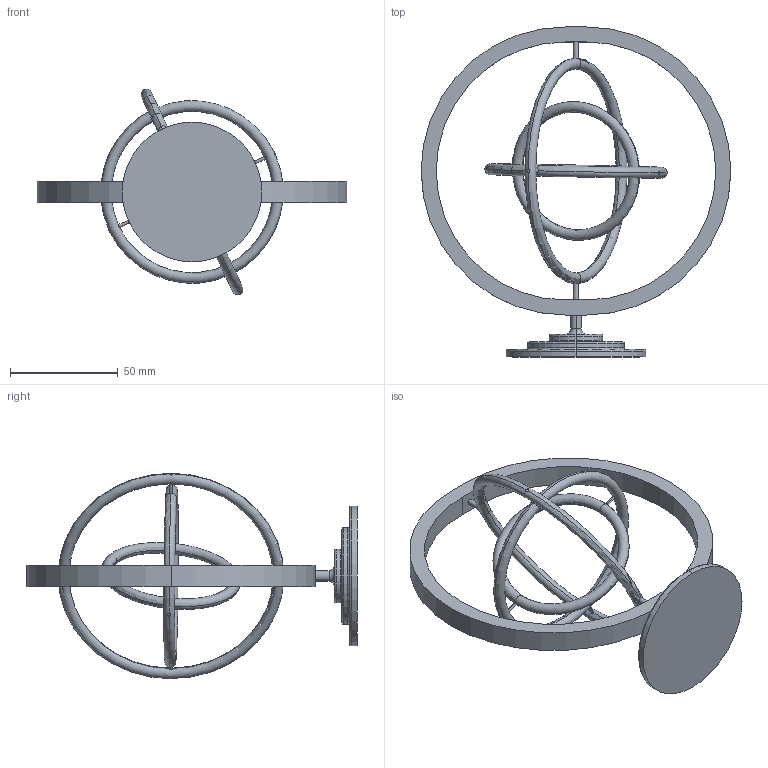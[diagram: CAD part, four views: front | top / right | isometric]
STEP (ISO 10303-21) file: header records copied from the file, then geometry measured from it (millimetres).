
FILE_DESCRIPTION (( 'STEP AP214' ), '1' );
FILE_NAME ('Gimbal.STEP', '2012-01-27T13:00:33', ( '' ), ( '' ), 'SwSTEP 2.0', 'SolidWorks 2010', '' );
FILE_SCHEMA (( 'AUTOMOTIVE_DESIGN' ));
Length unit declared in the file: millimetre
Products named in the file (5): Stand; Gimbal Ring_Inner Ring; Gimbal Ring_Outer Ring; Gimbal; Gimbal Ring_Middle Ring
Assembly tree (4 placements, depth 2):
  Gimbal
    Gimbal Ring_Outer Ring
    Gimbal Ring_Middle Ring
    Gimbal Ring_Inner Ring
    Stand
Bounding box: 144 x 153.5 x 95.72 mm (x, y, z)
Volume: 63300 mm3; surface area: 34581.5 mm2
Topology: 4 solids, 4 shells, 86 faces, 240 edges, 150 vertices
Faces by surface type: cylinder 44, torus 24, plane 18
Entity records: 3460 total; most frequent: CARTESIAN_POINT 1073, ORIENTED_EDGE 480, DIRECTION 466, EDGE_CURVE 240, AXIS2_PLACEMENT_3D 205, VERTEX_POINT 150, CIRCLE 112, EDGE_LOOP 94
